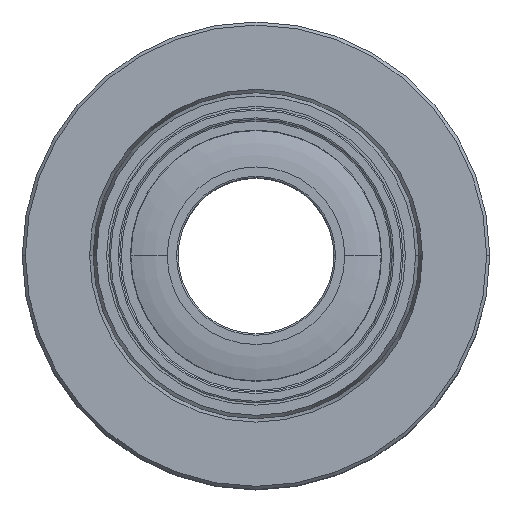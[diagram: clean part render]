
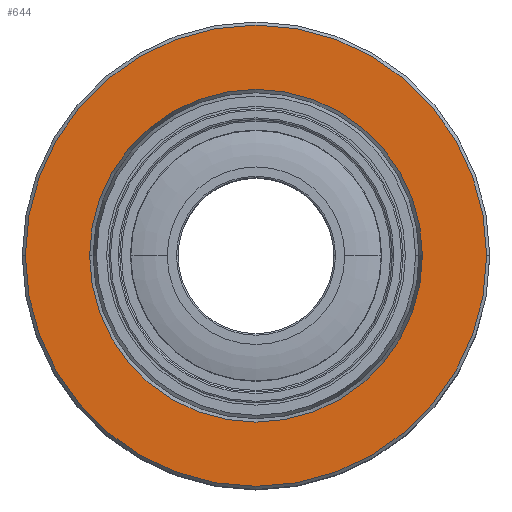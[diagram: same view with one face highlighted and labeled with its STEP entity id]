
A CAD part, top view. The second image highlights one B-rep face of the part: STEP entity #644.
In plain terms, the highlighted planar face has unit normal (0, 0, 1).
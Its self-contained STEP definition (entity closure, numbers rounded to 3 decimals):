
#9 = AXIS2_PLACEMENT_3D ( 'NONE', #2606, #3875, #41 ) ;
#41 = DIRECTION ( 'NONE',  ( 1., 0., 0. ) ) ;
#221 = CARTESIAN_POINT ( 'NONE',  ( 0., 0., 5. ) ) ;
#224 = VERTEX_POINT ( 'NONE', #375 ) ;
#375 = CARTESIAN_POINT ( 'NONE',  ( 7.4, 0., 5. ) ) ;
#437 = ORIENTED_EDGE ( 'NONE', *, *, #4884, .T. ) ;
#623 = DIRECTION ( 'NONE',  ( -1., 0., 0. ) ) ;
#644 = ADVANCED_FACE ( 'NONE', ( #4141, #4191 ), #2402, .F. ) ;
#677 = DIRECTION ( 'NONE',  ( 0., 0., 1. ) ) ;
#1113 = EDGE_LOOP ( 'NONE', ( #437, #1891 ) ) ;
#1165 = CARTESIAN_POINT ( 'NONE',  ( 0., 7.5, 5. ) ) ;
#1272 = CARTESIAN_POINT ( 'NONE',  ( 0., 0., 5. ) ) ;
#1457 = AXIS2_PLACEMENT_3D ( 'NONE', #3979, #677, #623 ) ;
#1582 = DIRECTION ( 'NONE',  ( -1., 0., 0. ) ) ;
#1672 = EDGE_CURVE ( 'NONE', #5367, #4583, #2157, .T. ) ;
#1683 = DIRECTION ( 'NONE',  ( 0., 0., 1. ) ) ;
#1724 = CARTESIAN_POINT ( 'NONE',  ( 5.338, 0., 5. ) ) ;
#1891 = ORIENTED_EDGE ( 'NONE', *, *, #2147, .T. ) ;
#2007 = EDGE_LOOP ( 'NONE', ( #4900, #3091 ) ) ;
#2147 = EDGE_CURVE ( 'NONE', #224, #3478, #3597, .T. ) ;
#2157 = CIRCLE ( 'NONE', #9, 5.338 ) ;
#2165 = EDGE_CURVE ( 'NONE', #4583, #5367, #2724, .T. ) ;
#2285 = CARTESIAN_POINT ( 'NONE',  ( -7.4, 0., 5. ) ) ;
#2402 = PLANE ( 'NONE',  #5136 ) ;
#2596 = AXIS2_PLACEMENT_3D ( 'NONE', #1272, #1683, #1582 ) ;
#2606 = CARTESIAN_POINT ( 'NONE',  ( 0., 0., 5. ) ) ;
#2724 = CIRCLE ( 'NONE', #3158, 5.338 ) ;
#2844 = CARTESIAN_POINT ( 'NONE',  ( -5.338, 0., 5. ) ) ;
#2887 = DIRECTION ( 'NONE',  ( 0., 0., -1. ) ) ;
#3091 = ORIENTED_EDGE ( 'NONE', *, *, #1672, .F. ) ;
#3158 = AXIS2_PLACEMENT_3D ( 'NONE', #221, #4867, #4473 ) ;
#3478 = VERTEX_POINT ( 'NONE', #2285 ) ;
#3597 = CIRCLE ( 'NONE', #1457, 7.4 ) ;
#3875 = DIRECTION ( 'NONE',  ( 0., 0., 1. ) ) ;
#3979 = CARTESIAN_POINT ( 'NONE',  ( 0., 0., 5. ) ) ;
#4141 = FACE_OUTER_BOUND ( 'NONE', #1113, .T. ) ;
#4191 = FACE_BOUND ( 'NONE', #2007, .T. ) ;
#4267 = CIRCLE ( 'NONE', #2596, 7.4 ) ;
#4473 = DIRECTION ( 'NONE',  ( 1., 0., 0. ) ) ;
#4583 = VERTEX_POINT ( 'NONE', #1724 ) ;
#4609 = DIRECTION ( 'NONE',  ( -1., 0., 0. ) ) ;
#4867 = DIRECTION ( 'NONE',  ( 0., 0., 1. ) ) ;
#4884 = EDGE_CURVE ( 'NONE', #3478, #224, #4267, .T. ) ;
#4900 = ORIENTED_EDGE ( 'NONE', *, *, #2165, .F. ) ;
#5136 = AXIS2_PLACEMENT_3D ( 'NONE', #1165, #2887, #4609 ) ;
#5367 = VERTEX_POINT ( 'NONE', #2844 ) ;
